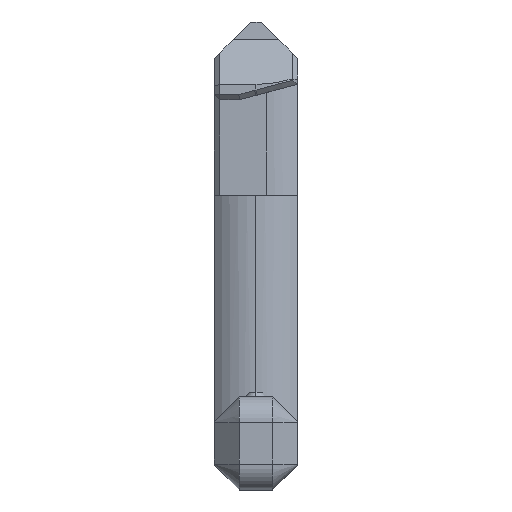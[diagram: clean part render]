
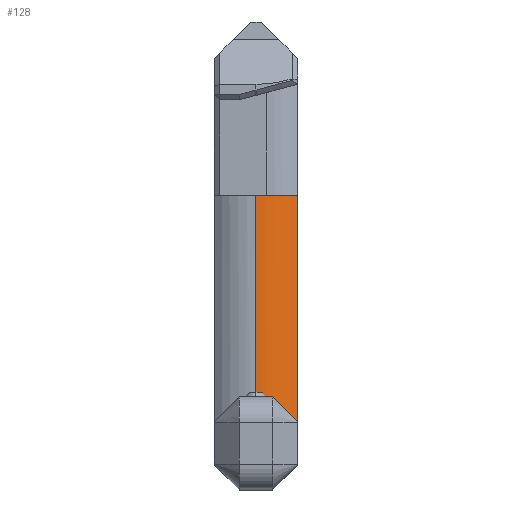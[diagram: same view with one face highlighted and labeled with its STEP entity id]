
A CAD part, left-side view. The second image highlights one B-rep face of the part: STEP entity #128.
In plain terms, the highlighted cylindrical face has radius 2.9 mm (diameter 5.8 mm), a partial arc.
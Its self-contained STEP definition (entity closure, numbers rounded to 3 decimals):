
#26 = VERTEX_POINT ( 'NONE', #2249 ) ;
#42 = LINE ( 'NONE', #1293, #2188 ) ;
#112 = VERTEX_POINT ( 'NONE', #367 ) ;
#128 = ADVANCED_FACE ( 'NONE', ( #2576 ), #1168, .T. ) ;
#151 = VECTOR ( 'NONE', #950, 1000. ) ;
#175 = CARTESIAN_POINT ( 'NONE',  ( 0., 0., 9.7 ) ) ;
#265 = CARTESIAN_POINT ( 'NONE',  ( -2.424, -1.66, -0.86 ) ) ;
#274 = CARTESIAN_POINT ( 'NONE',  ( 0., 0., 9.7 ) ) ;
#367 = CARTESIAN_POINT ( 'NONE',  ( -2.9, 0., 9.7 ) ) ;
#450 = VERTEX_POINT ( 'NONE', #1065 ) ;
#519 = EDGE_CURVE ( 'NONE', #112, #26, #1350, .T. ) ;
#574 = ORIENTED_EDGE ( 'NONE', *, *, #983, .F. ) ;
#575 = AXIS2_PLACEMENT_3D ( 'NONE', #2128, #853, #1275 ) ;
#646 = CARTESIAN_POINT ( 'NONE',  ( -2.787, -0.8, 0. ) ) ;
#659 = CARTESIAN_POINT ( 'NONE',  ( -2.658, -1.252, -0.452 ) ) ;
#734 = ORIENTED_EDGE ( 'NONE', *, *, #741, .T. ) ;
#741 = EDGE_CURVE ( 'NONE', #450, #112, #1101, .T. ) ;
#783 = CARTESIAN_POINT ( 'NONE',  ( -2.1, -2., -1.2 ) ) ;
#820 = VERTEX_POINT ( 'NONE', #646 ) ;
#853 = DIRECTION ( 'NONE',  ( 0., 0., -1. ) ) ;
#941 = EDGE_CURVE ( 'NONE', #820, #1432, #1295, .T. ) ;
#950 = DIRECTION ( 'NONE',  ( 0., 0., -1. ) ) ;
#983 = EDGE_CURVE ( 'NONE', #450, #1432, #42, .T. ) ;
#1007 = DIRECTION ( 'NONE',  ( 0., 0., -1. ) ) ;
#1012 = ORIENTED_EDGE ( 'NONE', *, *, #1679, .F. ) ;
#1065 = CARTESIAN_POINT ( 'NONE',  ( -2.1, -2., 9.7 ) ) ;
#1101 = CIRCLE ( 'NONE', #2539, 2.9 ) ;
#1119 = DIRECTION ( 'NONE',  ( 0., 0., -1. ) ) ;
#1168 = CYLINDRICAL_SURFACE ( 'NONE', #2285, 2.9 ) ;
#1202 = ORIENTED_EDGE ( 'NONE', *, *, #941, .T. ) ;
#1275 = DIRECTION ( 'NONE',  ( -1., 0., 0. ) ) ;
#1293 = CARTESIAN_POINT ( 'NONE',  ( -2.1, -2., 6.5 ) ) ;
#1295 =( BOUNDED_CURVE ( )  B_SPLINE_CURVE ( 3, ( #2557, #659, #265, #1297 ),
 .UNSPECIFIED., .F., .F. ) 
 B_SPLINE_CURVE_WITH_KNOTS ( ( 4, 4 ),
 ( 4.992, 5.473 ),
 .UNSPECIFIED. ) 
 CURVE ( )  GEOMETRIC_REPRESENTATION_ITEM ( )  RATIONAL_B_SPLINE_CURVE ( ( 1., 0.981, 0.981, 1. ) ) 
 REPRESENTATION_ITEM ( '' )  );
#1297 = CARTESIAN_POINT ( 'NONE',  ( -2.1, -2., -1.2 ) ) ;
#1350 = LINE ( 'NONE', #1541, #151 ) ;
#1364 = DIRECTION ( 'NONE',  ( -1., 0., 0. ) ) ;
#1381 = DIRECTION ( 'NONE',  ( -1., 0., 0. ) ) ;
#1432 = VERTEX_POINT ( 'NONE', #783 ) ;
#1439 = CIRCLE ( 'NONE', #575, 2.9 ) ;
#1541 = CARTESIAN_POINT ( 'NONE',  ( -2.9, 0., 9.7 ) ) ;
#1603 = ORIENTED_EDGE ( 'NONE', *, *, #519, .T. ) ;
#1679 = EDGE_CURVE ( 'NONE', #820, #26, #1439, .T. ) ;
#1729 = DIRECTION ( 'NONE',  ( 0., 0., -1. ) ) ;
#2128 = CARTESIAN_POINT ( 'NONE',  ( 0., 0., 0. ) ) ;
#2188 = VECTOR ( 'NONE', #1729, 1000. ) ;
#2249 = CARTESIAN_POINT ( 'NONE',  ( -2.9, 0., 0. ) ) ;
#2285 = AXIS2_PLACEMENT_3D ( 'NONE', #274, #1119, #1381 ) ;
#2308 = EDGE_LOOP ( 'NONE', ( #734, #1603, #1012, #1202, #574 ) ) ;
#2539 = AXIS2_PLACEMENT_3D ( 'NONE', #175, #1007, #1364 ) ;
#2557 = CARTESIAN_POINT ( 'NONE',  ( -2.787, -0.8, 0. ) ) ;
#2576 = FACE_OUTER_BOUND ( 'NONE', #2308, .T. ) ;
